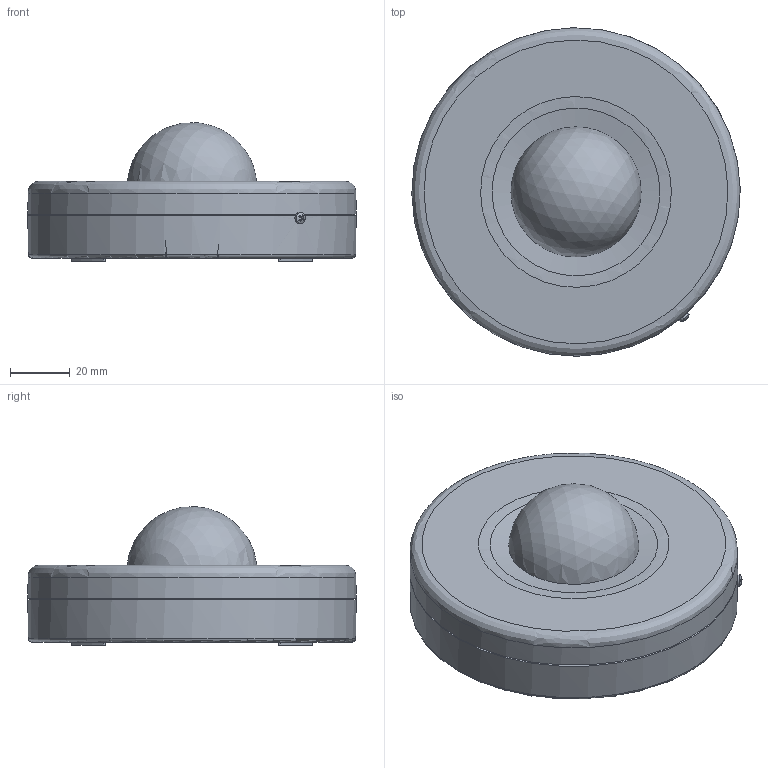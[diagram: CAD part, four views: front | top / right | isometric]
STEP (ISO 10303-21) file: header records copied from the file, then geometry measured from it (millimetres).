
FILE_DESCRIPTION(/* description */ (''),/* implementation_level */ '2;1');
FILE_NAME(/* name */ 'PS 1003.stp',/* time_stamp */ '2018-08-07T12:03:32+02:00',/* author */ ('Horst'),/* organization */ (''),/* preprocessor_version */ 'ST-DEVELOPER v16.13',/* originating_system */ 'Autodesk Inventor 2018',/* authorisation */ '');
FILE_SCHEMA (('AUTOMOTIVE_DESIGN { 1 0 10303 214 3 1 1 }'));
Length unit declared in the file: millimetre
Products named in the file (1): PS_1003 Simple
Bounding box: 109.98 x 109.99 x 46.35 mm (x, y, z)
Volume: 256824.1 mm3; surface area: 30828.4 mm2
Topology: 1 solids, 1 shells, 204 faces, 532 edges, 356 vertices
Faces by surface type: plane 106, bspline 48, cone 40, cylinder 7, torus 2, sphere 1
Full cylindrical faces by diameter (mm): 3.9 x1
Entity records: 9014 total; most frequent: CARTESIAN_POINT 4306, ORIENTED_EDGE 1028, DIRECTION 830, EDGE_CURVE 514, VERTEX_POINT 350, AXIS2_PLACEMENT_3D 282, LINE 266, VECTOR 266
